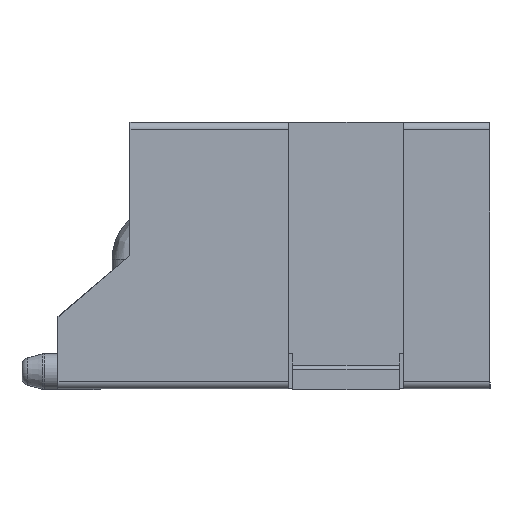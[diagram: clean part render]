
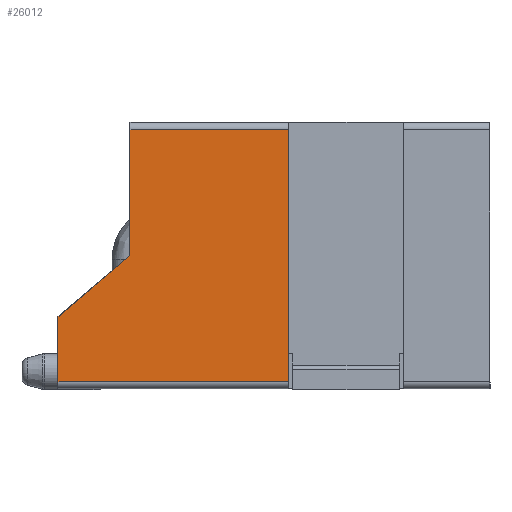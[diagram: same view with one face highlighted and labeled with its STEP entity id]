
A CAD part, left-side view. The second image highlights one B-rep face of the part: STEP entity #26012.
In plain terms, the highlighted planar face has unit normal (-1, 0, 0).
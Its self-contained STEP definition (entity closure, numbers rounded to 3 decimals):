
#115 = CARTESIAN_POINT ( 'NONE',  ( -5.25, 4.35, 0.1 ) ) ;
#415 = CARTESIAN_POINT ( 'NONE',  ( -5.25, 3.35, 1.85 ) ) ;
#2091 = VECTOR ( 'NONE', #21341, 1000. ) ;
#2116 = EDGE_CURVE ( 'NONE', #23157, #15706, #14890, .T. ) ;
#2197 = CARTESIAN_POINT ( 'NONE',  ( -5.25, 1.15, 0.1 ) ) ;
#2702 = CARTESIAN_POINT ( 'NONE',  ( -5.25, 1.15, 3.6 ) ) ;
#3277 = EDGE_CURVE ( 'NONE', #19588, #12403, #14639, .T. ) ;
#4303 = EDGE_CURVE ( 'NONE', #19588, #23157, #7523, .T. ) ;
#4553 = DIRECTION ( 'NONE',  ( 0., -0.762, 0.648 ) ) ;
#4666 = CARTESIAN_POINT ( 'NONE',  ( -5.25, 3.35, 3.6 ) ) ;
#4816 = VECTOR ( 'NONE', #8587, 1000. ) ;
#5697 = DIRECTION ( 'NONE',  ( 0., 0., 1. ) ) ;
#6222 = PLANE ( 'NONE',  #14960 ) ;
#6229 = LINE ( 'NONE', #6360, #4816 ) ;
#6360 = CARTESIAN_POINT ( 'NONE',  ( -5.25, 1.15, 0. ) ) ;
#6936 = EDGE_CURVE ( 'NONE', #25626, #26394, #17320, .T. ) ;
#6969 = EDGE_CURVE ( 'NONE', #26394, #15706, #25479, .T. ) ;
#7523 = LINE ( 'NONE', #16313, #23618 ) ;
#7740 = ORIENTED_EDGE ( 'NONE', *, *, #3277, .T. ) ;
#7802 = ORIENTED_EDGE ( 'NONE', *, *, #6936, .T. ) ;
#8587 = DIRECTION ( 'NONE',  ( 0., 0., 1. ) ) ;
#8685 = VECTOR ( 'NONE', #19126, 1000. ) ;
#9827 = VECTOR ( 'NONE', #18630, 1000. ) ;
#10390 = CARTESIAN_POINT ( 'NONE',  ( -5.25, 3.35, 3.7 ) ) ;
#10898 = CARTESIAN_POINT ( 'NONE',  ( -5.25, 4.35, 1. ) ) ;
#12403 = VERTEX_POINT ( 'NONE', #2197 ) ;
#13821 = VECTOR ( 'NONE', #4553, 1000. ) ;
#14639 = LINE ( 'NONE', #16705, #9827 ) ;
#14763 = DIRECTION ( 'NONE',  ( 1., 0., 0. ) ) ;
#14890 = LINE ( 'NONE', #21407, #13821 ) ;
#14960 = AXIS2_PLACEMENT_3D ( 'NONE', #10390, #14763, #23232 ) ;
#15024 = EDGE_CURVE ( 'NONE', #12403, #25626, #6229, .T. ) ;
#15548 = EDGE_LOOP ( 'NONE', ( #24281, #7740, #17644, #7802, #23174, #24512 ) ) ;
#15706 = VERTEX_POINT ( 'NONE', #415 ) ;
#16313 = CARTESIAN_POINT ( 'NONE',  ( -5.25, 4.35, 0. ) ) ;
#16705 = CARTESIAN_POINT ( 'NONE',  ( -5.25, 3.35, 0.1 ) ) ;
#17320 = LINE ( 'NONE', #23565, #8685 ) ;
#17644 = ORIENTED_EDGE ( 'NONE', *, *, #15024, .T. ) ;
#18630 = DIRECTION ( 'NONE',  ( 0., -1., 0. ) ) ;
#18906 = FACE_OUTER_BOUND ( 'NONE', #15548, .T. ) ;
#19126 = DIRECTION ( 'NONE',  ( 0., 1., 0. ) ) ;
#19542 = CARTESIAN_POINT ( 'NONE',  ( -5.25, 3.35, 3.7 ) ) ;
#19588 = VERTEX_POINT ( 'NONE', #115 ) ;
#21341 = DIRECTION ( 'NONE',  ( 0., 0., -1. ) ) ;
#21407 = CARTESIAN_POINT ( 'NONE',  ( -5.25, 4.35, 1. ) ) ;
#23157 = VERTEX_POINT ( 'NONE', #10898 ) ;
#23174 = ORIENTED_EDGE ( 'NONE', *, *, #6969, .T. ) ;
#23232 = DIRECTION ( 'NONE',  ( 0., 1., 0. ) ) ;
#23565 = CARTESIAN_POINT ( 'NONE',  ( -5.25, 3.35, 3.6 ) ) ;
#23618 = VECTOR ( 'NONE', #5697, 1000. ) ;
#24281 = ORIENTED_EDGE ( 'NONE', *, *, #4303, .F. ) ;
#24512 = ORIENTED_EDGE ( 'NONE', *, *, #2116, .F. ) ;
#25479 = LINE ( 'NONE', #19542, #2091 ) ;
#25626 = VERTEX_POINT ( 'NONE', #2702 ) ;
#26012 = ADVANCED_FACE ( 'NONE', ( #18906 ), #6222, .F. ) ;
#26394 = VERTEX_POINT ( 'NONE', #4666 ) ;
